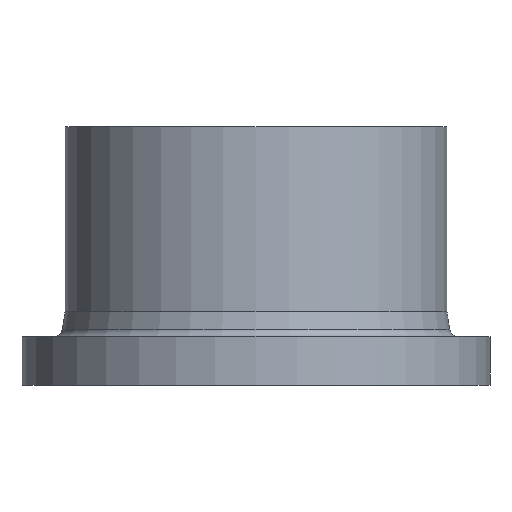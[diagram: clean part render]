
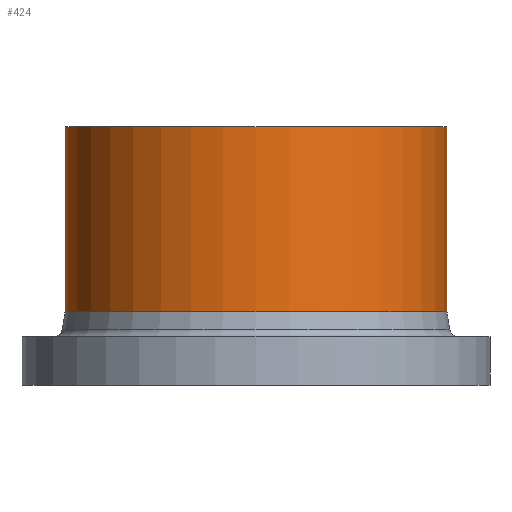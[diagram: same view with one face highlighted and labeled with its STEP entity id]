
A CAD part, front view. The second image highlights one B-rep face of the part: STEP entity #424.
In plain terms, the highlighted cylindrical face has radius 177.5 mm (diameter 355 mm), a partial arc.
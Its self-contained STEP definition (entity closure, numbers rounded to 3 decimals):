
#18 = ORIENTED_EDGE ( 'NONE', *, *, #481, .T. ) ;
#31 = CARTESIAN_POINT ( 'NONE',  ( -177.5, 0., 68. ) ) ;
#52 = DIRECTION ( 'NONE',  ( -1., 0., 0. ) ) ;
#54 = EDGE_CURVE ( 'NONE', #392, #314, #361, .T. ) ;
#65 = ORIENTED_EDGE ( 'NONE', *, *, #54, .F. ) ;
#73 = CARTESIAN_POINT ( 'NONE',  ( 0., 0., 0. ) ) ;
#108 = ORIENTED_EDGE ( 'NONE', *, *, #476, .F. ) ;
#110 = LINE ( 'NONE', #327, #198 ) ;
#143 = CYLINDRICAL_SURFACE ( 'NONE', #175, 177.5 ) ;
#175 = AXIS2_PLACEMENT_3D ( 'NONE', #73, #473, #181 ) ;
#181 = DIRECTION ( 'NONE',  ( -1., 0., 0. ) ) ;
#194 = VERTEX_POINT ( 'NONE', #196 ) ;
#196 = CARTESIAN_POINT ( 'NONE',  ( 177.5, 0., 240. ) ) ;
#198 = VECTOR ( 'NONE', #351, 1000. ) ;
#200 = ORIENTED_EDGE ( 'NONE', *, *, #438, .T. ) ;
#218 = CIRCLE ( 'NONE', #444, 177.5 ) ;
#224 = FACE_OUTER_BOUND ( 'NONE', #284, .T. ) ;
#225 = CARTESIAN_POINT ( 'NONE',  ( 0., 0., 240. ) ) ;
#258 = CARTESIAN_POINT ( 'NONE',  ( -177.5, 0., 240. ) ) ;
#284 = EDGE_LOOP ( 'NONE', ( #108, #18, #200, #65 ) ) ;
#296 = AXIS2_PLACEMENT_3D ( 'NONE', #347, #344, #451 ) ;
#308 = DIRECTION ( 'NONE',  ( 0., 0., -1. ) ) ;
#314 = VERTEX_POINT ( 'NONE', #31 ) ;
#321 = VECTOR ( 'NONE', #456, 1000. ) ;
#327 = CARTESIAN_POINT ( 'NONE',  ( -177.5, 0., 0. ) ) ;
#344 = DIRECTION ( 'NONE',  ( 0., 0., -1. ) ) ;
#347 = CARTESIAN_POINT ( 'NONE',  ( 0., 0., 68. ) ) ;
#351 = DIRECTION ( 'NONE',  ( 0., 0., -1. ) ) ;
#361 = CIRCLE ( 'NONE', #296, 177.5 ) ;
#374 = CARTESIAN_POINT ( 'NONE',  ( 177.5, 0., 0. ) ) ;
#392 = VERTEX_POINT ( 'NONE', #468 ) ;
#423 = LINE ( 'NONE', #374, #321 ) ;
#424 = ADVANCED_FACE ( 'NONE', ( #224 ), #143, .T. ) ;
#429 = VERTEX_POINT ( 'NONE', #258 ) ;
#438 = EDGE_CURVE ( 'NONE', #429, #314, #110, .T. ) ;
#444 = AXIS2_PLACEMENT_3D ( 'NONE', #225, #308, #52 ) ;
#451 = DIRECTION ( 'NONE',  ( -1., 0., 0. ) ) ;
#456 = DIRECTION ( 'NONE',  ( 0., 0., -1. ) ) ;
#468 = CARTESIAN_POINT ( 'NONE',  ( 177.5, 0., 68. ) ) ;
#473 = DIRECTION ( 'NONE',  ( 0., 0., -1. ) ) ;
#476 = EDGE_CURVE ( 'NONE', #194, #392, #423, .T. ) ;
#481 = EDGE_CURVE ( 'NONE', #194, #429, #218, .T. ) ;
